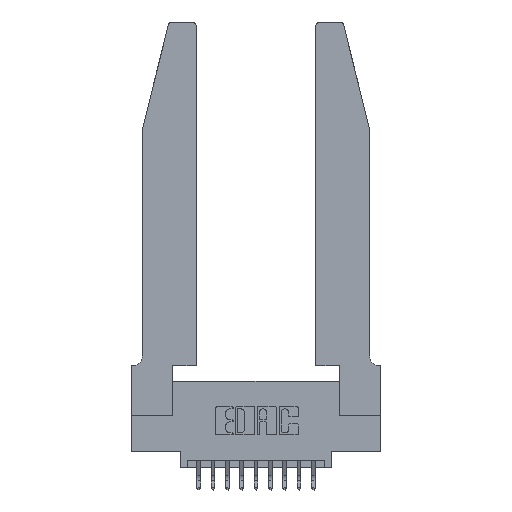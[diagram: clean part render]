
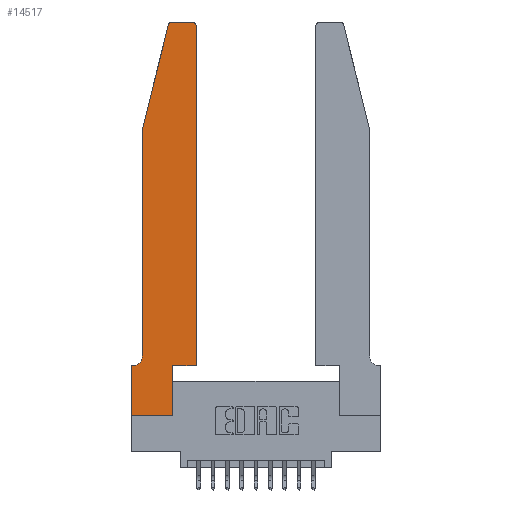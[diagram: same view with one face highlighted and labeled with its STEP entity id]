
A CAD part, top view. The second image highlights one B-rep face of the part: STEP entity #14517.
In plain terms, the highlighted planar face has unit normal (0, 0, 1).
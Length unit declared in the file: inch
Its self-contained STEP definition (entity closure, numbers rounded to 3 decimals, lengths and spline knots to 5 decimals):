
#90 = ORIENTED_EDGE ( 'NONE', *, *, #6888, .T. ) ;
#226 = CARTESIAN_POINT ( 'NONE',  ( 0.0055, 0.42, 0.37 ) ) ;
#532 = ORIENTED_EDGE ( 'NONE', *, *, #12405, .T. ) ;
#687 = VECTOR ( 'NONE', #15250, 39.37008 ) ;
#970 = ORIENTED_EDGE ( 'NONE', *, *, #6132, .T. ) ;
#1069 = CIRCLE ( 'NONE', #10116, 0.03 ) ;
#1212 = LINE ( 'NONE', #3419, #11246 ) ;
#1322 = LINE ( 'NONE', #11787, #14564 ) ;
#1365 = VERTEX_POINT ( 'NONE', #2752 ) ;
#1613 = DIRECTION ( 'NONE',  ( -1., 0., 0. ) ) ;
#1672 = VERTEX_POINT ( 'NONE', #6815 ) ;
#1870 = AXIS2_PLACEMENT_3D ( 'NONE', #10100, #2262, #11374 ) ;
#1931 = AXIS2_PLACEMENT_3D ( 'NONE', #226, #9489, #1613 ) ;
#2120 = CARTESIAN_POINT ( 'NONE',  ( 0., 0.35, 0.37 ) ) ;
#2130 = EDGE_CURVE ( 'NONE', #6931, #15139, #10635, .T. ) ;
#2262 = DIRECTION ( 'NONE',  ( 0., 0., 1. ) ) ;
#2752 = CARTESIAN_POINT ( 'NONE',  ( 0.0755, 0.42, 0.37 ) ) ;
#2803 = CARTESIAN_POINT ( 'NONE',  ( 0.4205, 2.75, 0.37 ) ) ;
#2888 = ORIENTED_EDGE ( 'NONE', *, *, #7641, .T. ) ;
#3032 = VECTOR ( 'NONE', #16267, 39.37008 ) ;
#3145 = VECTOR ( 'NONE', #8885, 39.37008 ) ;
#3256 = VERTEX_POINT ( 'NONE', #2803 ) ;
#3419 = CARTESIAN_POINT ( 'NONE',  ( 0.0755, 2., 0.37 ) ) ;
#3504 = DIRECTION ( 'NONE',  ( 1., 0., 0. ) ) ;
#3681 = VERTEX_POINT ( 'NONE', #12652 ) ;
#3762 = VECTOR ( 'NONE', #5295, 39.37008 ) ;
#3832 = CARTESIAN_POINT ( 'NONE',  ( 0.4505, 0.35, 0.37 ) ) ;
#4195 = CARTESIAN_POINT ( 'NONE',  ( 0., 0.35, 0.37 ) ) ;
#4207 = ORIENTED_EDGE ( 'NONE', *, *, #2130, .T. ) ;
#4324 = CARTESIAN_POINT ( 'NONE',  ( 0.4505, 0.35, 0.37 ) ) ;
#4343 = LINE ( 'NONE', #8878, #3032 ) ;
#4414 = EDGE_LOOP ( 'NONE', ( #15964, #2888, #6856, #90, #13882, #532, #4207, #970, #11408, #5011, #8449, #14998 ) ) ;
#4464 = CARTESIAN_POINT ( 'NONE',  ( 0., 0., 0.37 ) ) ;
#4472 = LINE ( 'NONE', #4324, #14123 ) ;
#4568 = CARTESIAN_POINT ( 'NONE',  ( 0.2605, 2.75, 0.37 ) ) ;
#4668 = LINE ( 'NONE', #4568, #8120 ) ;
#4736 = DIRECTION ( 'NONE',  ( -0.239, -0.971, 0. ) ) ;
#5011 = ORIENTED_EDGE ( 'NONE', *, *, #9369, .T. ) ;
#5295 = DIRECTION ( 'NONE',  ( 0., -1., 0. ) ) ;
#5352 = VERTEX_POINT ( 'NONE', #9789 ) ;
#5420 = CARTESIAN_POINT ( 'NONE',  ( 0., 0., 0.37 ) ) ;
#5443 = DIRECTION ( 'NONE',  ( 0., -1., 0. ) ) ;
#6132 = EDGE_CURVE ( 'NONE', #15139, #7786, #11165, .T. ) ;
#6260 = CARTESIAN_POINT ( 'NONE',  ( 0.284, 2.72, 0.37 ) ) ;
#6815 = CARTESIAN_POINT ( 'NONE',  ( 0.25487, 2.72718, 0.37 ) ) ;
#6856 = ORIENTED_EDGE ( 'NONE', *, *, #15293, .T. ) ;
#6888 = EDGE_CURVE ( 'NONE', #13005, #1365, #1322, .T. ) ;
#6931 = VERTEX_POINT ( 'NONE', #4195 ) ;
#7317 = VERTEX_POINT ( 'NONE', #16391 ) ;
#7558 = DIRECTION ( 'NONE',  ( 1., 0., 0. ) ) ;
#7641 = EDGE_CURVE ( 'NONE', #14842, #1672, #1069, .T. ) ;
#7786 = VERTEX_POINT ( 'NONE', #13981 ) ;
#7851 = CARTESIAN_POINT ( 'NONE',  ( 0., 0., 0.37 ) ) ;
#8120 = VECTOR ( 'NONE', #12188, 39.37008 ) ;
#8449 = ORIENTED_EDGE ( 'NONE', *, *, #14374, .T. ) ;
#8878 = CARTESIAN_POINT ( 'NONE',  ( 0.0755, 0.35, 0.37 ) ) ;
#8885 = DIRECTION ( 'NONE',  ( 0., 1., 0. ) ) ;
#9016 = CARTESIAN_POINT ( 'NONE',  ( 0.284, 2.75, 0.37 ) ) ;
#9095 = EDGE_CURVE ( 'NONE', #3256, #14842, #4668, .T. ) ;
#9288 = FACE_OUTER_BOUND ( 'NONE', #4414, .T. ) ;
#9310 = EDGE_CURVE ( 'NONE', #5352, #3256, #14852, .T. ) ;
#9369 = EDGE_CURVE ( 'NONE', #10026, #3681, #14115, .T. ) ;
#9468 = DIRECTION ( 'NONE',  ( 0., 1., 0. ) ) ;
#9489 = DIRECTION ( 'NONE',  ( 0., 0., -1. ) ) ;
#9789 = CARTESIAN_POINT ( 'NONE',  ( 0.4505, 2.72, 0.37 ) ) ;
#9955 = PLANE ( 'NONE',  #11740 ) ;
#10026 = VERTEX_POINT ( 'NONE', #13527 ) ;
#10100 = CARTESIAN_POINT ( 'NONE',  ( 0.4205, 2.72, 0.37 ) ) ;
#10116 = AXIS2_PLACEMENT_3D ( 'NONE', #6260, #14958, #7558 ) ;
#10470 = VECTOR ( 'NONE', #15185, 39.37008 ) ;
#10635 = LINE ( 'NONE', #5420, #3762 ) ;
#11165 = LINE ( 'NONE', #7851, #687 ) ;
#11246 = VECTOR ( 'NONE', #4736, 39.37008 ) ;
#11256 = DIRECTION ( 'NONE',  ( 0., 0., 1. ) ) ;
#11374 = DIRECTION ( 'NONE',  ( 1., 0., 0. ) ) ;
#11408 = ORIENTED_EDGE ( 'NONE', *, *, #15415, .T. ) ;
#11740 = AXIS2_PLACEMENT_3D ( 'NONE', #2120, #11256, #3504 ) ;
#11787 = CARTESIAN_POINT ( 'NONE',  ( 0.0755, 2., 0.37 ) ) ;
#12188 = DIRECTION ( 'NONE',  ( -1., 0., 0. ) ) ;
#12405 = EDGE_CURVE ( 'NONE', #7317, #6931, #4343, .T. ) ;
#12652 = CARTESIAN_POINT ( 'NONE',  ( 0.4505, 0.35, 0.37 ) ) ;
#13005 = VERTEX_POINT ( 'NONE', #15324 ) ;
#13527 = CARTESIAN_POINT ( 'NONE',  ( 0.2865, 0.35, 0.37 ) ) ;
#13792 = EDGE_CURVE ( 'NONE', #1365, #7317, #16436, .T. ) ;
#13882 = ORIENTED_EDGE ( 'NONE', *, *, #13792, .T. ) ;
#13981 = CARTESIAN_POINT ( 'NONE',  ( 0.2865, 0., 0.37 ) ) ;
#14115 = LINE ( 'NONE', #3832, #10470 ) ;
#14123 = VECTOR ( 'NONE', #9468, 39.37008 ) ;
#14374 = EDGE_CURVE ( 'NONE', #3681, #5352, #4472, .T. ) ;
#14517 = ADVANCED_FACE ( 'NONE', ( #9288 ), #9955, .T. ) ;
#14564 = VECTOR ( 'NONE', #5443, 39.37008 ) ;
#14842 = VERTEX_POINT ( 'NONE', #9016 ) ;
#14852 = CIRCLE ( 'NONE', #1870, 0.03 ) ;
#14958 = DIRECTION ( 'NONE',  ( 0., 0., 1. ) ) ;
#14998 = ORIENTED_EDGE ( 'NONE', *, *, #9310, .T. ) ;
#15025 = CARTESIAN_POINT ( 'NONE',  ( 0.2865, 0.35, 0.37 ) ) ;
#15139 = VERTEX_POINT ( 'NONE', #4464 ) ;
#15185 = DIRECTION ( 'NONE',  ( 1., 0., 0. ) ) ;
#15250 = DIRECTION ( 'NONE',  ( 1., 0., 0. ) ) ;
#15293 = EDGE_CURVE ( 'NONE', #1672, #13005, #1212, .T. ) ;
#15324 = CARTESIAN_POINT ( 'NONE',  ( 0.0755, 2., 0.37 ) ) ;
#15415 = EDGE_CURVE ( 'NONE', #7786, #10026, #16184, .T. ) ;
#15964 = ORIENTED_EDGE ( 'NONE', *, *, #9095, .T. ) ;
#16184 = LINE ( 'NONE', #15025, #3145 ) ;
#16267 = DIRECTION ( 'NONE',  ( -1., 0., 0. ) ) ;
#16391 = CARTESIAN_POINT ( 'NONE',  ( 0.0055, 0.35, 0.37 ) ) ;
#16436 = CIRCLE ( 'NONE', #1931, 0.07 ) ;
